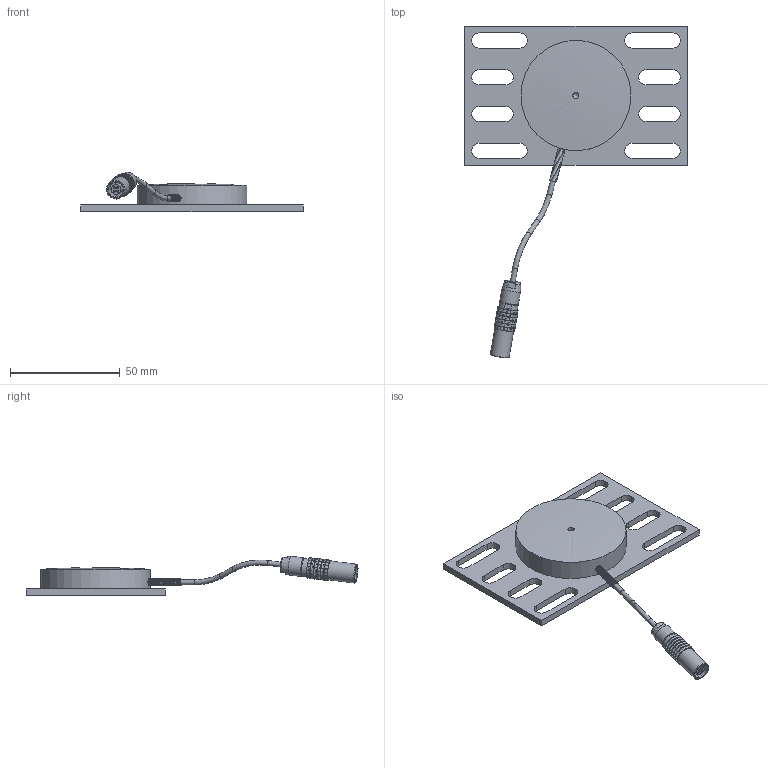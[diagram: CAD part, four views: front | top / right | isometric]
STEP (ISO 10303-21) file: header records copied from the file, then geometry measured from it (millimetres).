
FILE_DESCRIPTION((''),'2;1');
FILE_NAME('LAU200.stp','2010-11-29T08:37:31',('thomasl'),(''),'Autodesk Inventor 2008','Autodesk Inventor 2008','');
FILE_SCHEMA(('AUTOMOTIVE_DESIGN { 1 0 10303 214 1 1 1 1 }'));
Length unit declared in the file: inch
Products named in the file (5): LAU200 (LevelofDetail1); ~PART1 (~1); 28921; 28921A; 28921B
Assembly tree (4 placements, depth 3):
  LAU200 (LevelofDetail1)
    ~PART1 (~1)
      28921
      28921A
      28921B
Bounding box: 101.6 x 151.41 x 17.93 mm (x, y, z)
Volume: 36674.7 mm3; surface area: 17170.9 mm2
Topology: 3 solids, 3 shells, 714 faces, 1520 edges, 828 vertices
Faces by surface type: plane 336, cone 191, cylinder 149, torus 37, bspline 1
Full cylindrical faces by diameter (mm): 0.889 x4, 2.261 x3, 2.779 x1, 3.175 x1, 3.505 x4, 3.962 x4, 4.572 x1, 5.207 x1, 7.874 x1, 8.585 x1, 8.636 x2, 50.292 x1
Entity records: 18028 total; most frequent: CARTESIAN_POINT 3898, DIRECTION 2967, ORIENTED_EDGE 2876, EDGE_CURVE 1438, AXIS2_PLACEMENT_3D 1197, EDGE_LOOP 820, VERTEX_POINT 814, FACE_OUTER_BOUND 714
